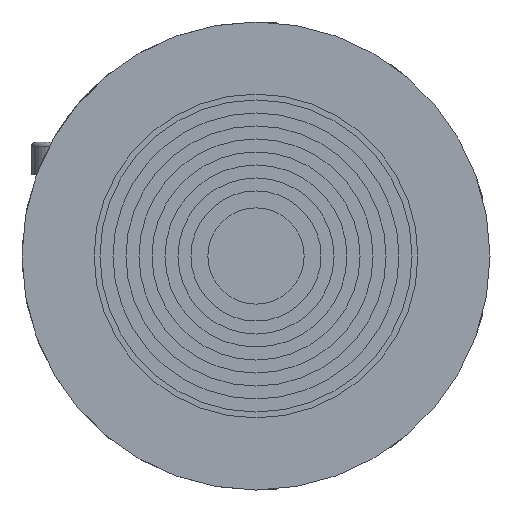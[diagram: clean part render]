
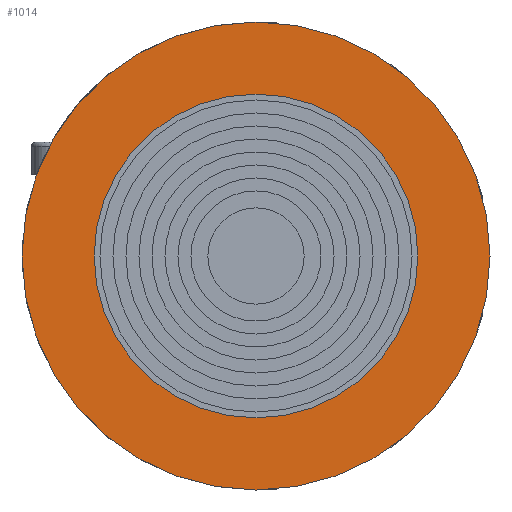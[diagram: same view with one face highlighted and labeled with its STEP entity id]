
A CAD part, left-side view. The second image highlights one B-rep face of the part: STEP entity #1014.
In plain terms, the highlighted planar face has unit normal (-1, 0, 0).
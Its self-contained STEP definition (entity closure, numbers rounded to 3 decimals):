
#73 = ORIENTED_EDGE ( 'NONE', *, *, #2252, .T. ) ;
#92 = DIRECTION ( 'NONE',  ( 0., 0., 1. ) ) ;
#119 = CARTESIAN_POINT ( 'NONE',  ( -1.597, 0., 0. ) ) ;
#135 = AXIS2_PLACEMENT_3D ( 'NONE', #637, #4173, #3431 ) ;
#141 = DIRECTION ( 'NONE',  ( -1., 0., 0. ) ) ;
#247 = VERTEX_POINT ( 'NONE', #360 ) ;
#290 = FACE_BOUND ( 'NONE', #444, .T. ) ;
#357 = VERTEX_POINT ( 'NONE', #4121 ) ;
#360 = CARTESIAN_POINT ( 'NONE',  ( -1.597, 0., 18. ) ) ;
#393 = CIRCLE ( 'NONE', #135, 12.45 ) ;
#444 = EDGE_LOOP ( 'NONE', ( #1689, #2040 ) ) ;
#492 = DIRECTION ( 'NONE',  ( 0., 0., 1. ) ) ;
#533 = FACE_OUTER_BOUND ( 'NONE', #4443, .T. ) ;
#597 = CIRCLE ( 'NONE', #1788, 18. ) ;
#637 = CARTESIAN_POINT ( 'NONE',  ( -1.597, 0., 0. ) ) ;
#880 = CARTESIAN_POINT ( 'NONE',  ( -1.597, 0., 12.45 ) ) ;
#972 = CARTESIAN_POINT ( 'NONE',  ( -1.597, 0., -12.45 ) ) ;
#1014 = ADVANCED_FACE ( 'NONE', ( #290, #533 ), #4300, .F. ) ;
#1576 = CIRCLE ( 'NONE', #3534, 18. ) ;
#1675 = EDGE_CURVE ( 'NONE', #2738, #3262, #393, .T. ) ;
#1689 = ORIENTED_EDGE ( 'NONE', *, *, #2665, .F. ) ;
#1788 = AXIS2_PLACEMENT_3D ( 'NONE', #3414, #4528, #2403 ) ;
#2040 = ORIENTED_EDGE ( 'NONE', *, *, #1675, .F. ) ;
#2111 = ORIENTED_EDGE ( 'NONE', *, *, #3286, .T. ) ;
#2252 = EDGE_CURVE ( 'NONE', #357, #247, #597, .T. ) ;
#2258 = DIRECTION ( 'NONE',  ( 1., 0., 0. ) ) ;
#2403 = DIRECTION ( 'NONE',  ( 0., 0., 1. ) ) ;
#2601 = DIRECTION ( 'NONE',  ( -1., 0., 0. ) ) ;
#2629 = AXIS2_PLACEMENT_3D ( 'NONE', #3256, #2258, #3310 ) ;
#2665 = EDGE_CURVE ( 'NONE', #3262, #2738, #4209, .T. ) ;
#2738 = VERTEX_POINT ( 'NONE', #972 ) ;
#3256 = CARTESIAN_POINT ( 'NONE',  ( -1.597, 18., 0. ) ) ;
#3262 = VERTEX_POINT ( 'NONE', #880 ) ;
#3286 = EDGE_CURVE ( 'NONE', #247, #357, #1576, .T. ) ;
#3310 = DIRECTION ( 'NONE',  ( 0., 0., -1. ) ) ;
#3414 = CARTESIAN_POINT ( 'NONE',  ( -1.597, 0., 0. ) ) ;
#3431 = DIRECTION ( 'NONE',  ( 0., 0., 1. ) ) ;
#3534 = AXIS2_PLACEMENT_3D ( 'NONE', #3655, #141, #92 ) ;
#3655 = CARTESIAN_POINT ( 'NONE',  ( -1.597, 0., 0. ) ) ;
#4121 = CARTESIAN_POINT ( 'NONE',  ( -1.597, 0., -18. ) ) ;
#4173 = DIRECTION ( 'NONE',  ( -1., 0., 0. ) ) ;
#4209 = CIRCLE ( 'NONE', #4263, 12.45 ) ;
#4263 = AXIS2_PLACEMENT_3D ( 'NONE', #119, #2601, #492 ) ;
#4300 = PLANE ( 'NONE',  #2629 ) ;
#4443 = EDGE_LOOP ( 'NONE', ( #2111, #73 ) ) ;
#4528 = DIRECTION ( 'NONE',  ( -1., 0., 0. ) ) ;
